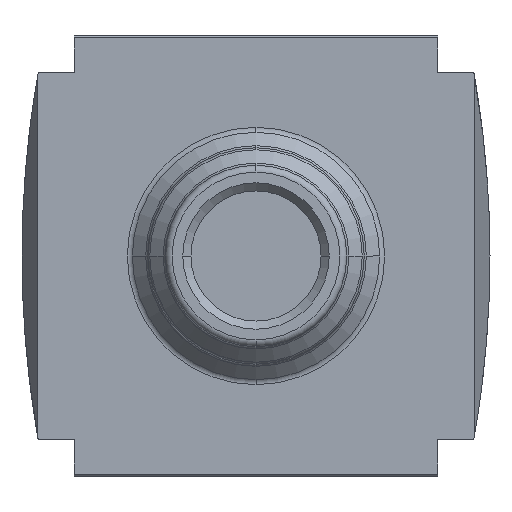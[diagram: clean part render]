
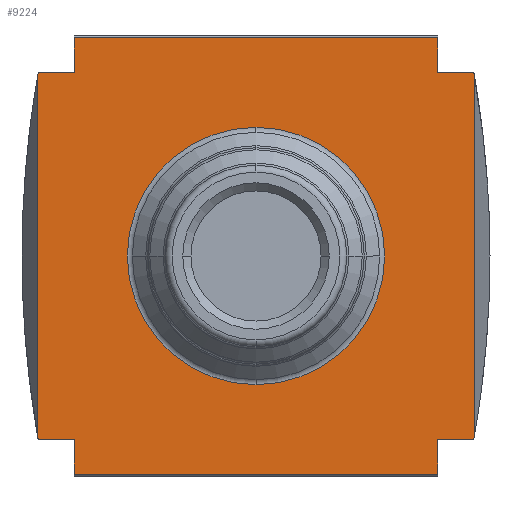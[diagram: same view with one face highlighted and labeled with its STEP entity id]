
A CAD part, front view. The second image highlights one B-rep face of the part: STEP entity #9224.
In plain terms, the highlighted planar face has unit normal (0, -1, 0).
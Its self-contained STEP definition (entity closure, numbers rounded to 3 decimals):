
#4144=VERTEX_POINT('',#12039);
#4452=VERTEX_POINT('',#12382);
#4554=VERTEX_POINT('',#12491);
#4772=EDGE_CURVE('',#7562,#8374,#12728,.T.);
#5098=EDGE_CURVE('',#7562,#6010,#13088,.T.);
#5276=VERTEX_POINT('',#13290);
#5674=EDGE_CURVE('',#7834,#9950,#13720,.T.);
#5816=EDGE_CURVE('',#9950,#9168,#13873,.T.);
#5818=VERTEX_POINT('',#13875);
#6010=VERTEX_POINT('',#14087);
#6046=EDGE_CURVE('',#6842,#8732,#14127,.T.);
#6650=VERTEX_POINT('',#14791);
#6842=VERTEX_POINT('',#14998);
#7562=VERTEX_POINT('',#15803);
#7566=VERTEX_POINT('',#15807);
#7834=VERTEX_POINT('',#16108);
#7920=EDGE_CURVE('',#6010,#4452,#16204,.T.);
#8094=EDGE_CURVE('',#10980,#6650,#16396,.T.);
#8374=VERTEX_POINT('',#16709);
#8520=EDGE_CURVE('',#8374,#8732,#16865,.T.);
#8732=VERTEX_POINT('',#17093);
#9168=VERTEX_POINT('',#17565);
#9222=EDGE_CURVE('',#4554,#4144,#17625,.T.);
#9224=ADVANCED_FACE('',(#17627,#17628),#17629,.T.);
#9308=EDGE_CURVE('',#5276,#5818,#17719,.T.);
#9452=EDGE_CURVE('',#11092,#10988,#17881,.T.);
#9722=EDGE_CURVE('',#6650,#10336,#18181,.T.);
#9950=VERTEX_POINT('',#18424);
#10028=EDGE_CURVE('',#9168,#7834,#18510,.T.);
#10030=EDGE_CURVE('',#6842,#11092,#18512,.T.);
#10326=EDGE_CURVE('',#5818,#10988,#18832,.T.);
#10336=VERTEX_POINT('',#18844);
#10354=EDGE_CURVE('',#10336,#7566,#18862,.T.);
#10980=VERTEX_POINT('',#19561);
#10988=VERTEX_POINT('',#19570);
#11092=VERTEX_POINT('',#19682);
#11144=EDGE_CURVE('',#4144,#10980,#19737,.T.);
#11282=EDGE_CURVE('',#4452,#7566,#19889,.T.);
#11590=EDGE_CURVE('',#4554,#5276,#20236,.T.);
#12039=CARTESIAN_POINT('',(-26.0,-37.5,-26.25));
#12382=CARTESIAN_POINT('',(31.25,-37.5,-25.882));
#12491=CARTESIAN_POINT('',(-31.185,-37.5,-26.25));
#12728=LINE('',#22714,#22715);
#13088=CIRCLE('',#23553,150.0);
#13290=CARTESIAN_POINT('',(-31.25,-37.5,-25.882));
#13720=CIRCLE('',#24934,18.414);
#13873=CIRCLE('',#25328,18.414);
#13875=CARTESIAN_POINT('',(-31.25,-37.5,25.882));
#14087=CARTESIAN_POINT('',(31.25,-37.5,25.882));
#14127=LINE('',#25863,#25864);
#14791=CARTESIAN_POINT('',(26.0,-37.5,-31.25));
#14998=CARTESIAN_POINT('',(-26.0,-37.5,31.25));
#15803=CARTESIAN_POINT('',(31.185,-37.5,26.25));
#15807=CARTESIAN_POINT('',(31.185,-37.5,-26.25));
#16108=CARTESIAN_POINT('',(0.,-37.5,-18.414));
#16204=LINE('',#30750,#30751);
#16396=LINE('',#31130,#31131);
#16709=CARTESIAN_POINT('',(26.0,-37.5,26.25));
#16865=LINE('',#32212,#32213);
#17093=CARTESIAN_POINT('',(26.0,-37.5,31.25));
#17565=CARTESIAN_POINT('',(18.414,-37.5,0.));
#17625=LINE('',#33981,#33982);
#17627=FACE_OUTER_BOUND('',#33984,.T.);
#17628=FACE_BOUND('',#33985,.T.);
#17629=PLANE('',#33986);
#17719=LINE('',#34181,#34182);
#17881=LINE('',#34510,#34511);
#18181=LINE('',#35327,#35328);
#18424=CARTESIAN_POINT('',(0.,-37.5,18.414));
#18510=CIRCLE('',#36138,18.414);
#18512=LINE('',#36141,#36142);
#18832=CIRCLE('',#36846,150.0);
#18844=CARTESIAN_POINT('',(26.0,-37.5,-26.25));
#18862=LINE('',#36889,#36890);
#19561=CARTESIAN_POINT('',(-26.0,-37.5,-31.25));
#19570=CARTESIAN_POINT('',(-31.185,-37.5,26.25));
#19682=CARTESIAN_POINT('',(-26.0,-37.5,26.25));
#19737=LINE('',#39044,#39045);
#19889=CIRCLE('',#39428,150.0);
#20236=CIRCLE('',#40196,150.0);
#22714=CARTESIAN_POINT('',(-29.5,-37.5,26.25));
#22715=VECTOR('',#41561,1.0);
#23553=AXIS2_PLACEMENT_3D('',#41900,#41901,#41902);
#24934=AXIS2_PLACEMENT_3D('',#42490,#42491,#42492);
#25328=AXIS2_PLACEMENT_3D('',#42602,#42603,#42604);
#25863=CARTESIAN_POINT('',(-90.0,-37.5,31.25));
#25864=VECTOR('',#42843,1.0);
#30750=CARTESIAN_POINT('',(31.25,-37.5,-60.625));
#30751=VECTOR('',#44923,1.0);
#31130=CARTESIAN_POINT('',(-90.0,-37.5,-31.25));
#31131=VECTOR('',#45088,1.0);
#32212=CARTESIAN_POINT('',(26.0,-37.5,0.));
#32213=VECTOR('',#45566,1.0);
#33981=CARTESIAN_POINT('',(-60.5,-37.5,-26.25));
#33982=VECTOR('',#46208,1.0);
#33984=EDGE_LOOP('',(#46210,#46211,#46212,#46213,#46214,#46215,#46216,#46217,#46218,#46219,#46220,#46221,#46222,#46223,#46224,#46225));
#33985=EDGE_LOOP('',(#46226,#46227,#46228));
#33986=AXIS2_PLACEMENT_3D('',#46229,#46230,#46231);
#34181=CARTESIAN_POINT('',(-31.25,-37.5,-60.625));
#34182=VECTOR('',#46318,1.0);
#34510=CARTESIAN_POINT('',(-60.5,-37.5,26.25));
#34511=VECTOR('',#46503,1.0);
#35327=CARTESIAN_POINT('',(26.0,-37.5,-31.25));
#35328=VECTOR('',#46818,1.0);
#36138=AXIS2_PLACEMENT_3D('',#47083,#47084,#47085);
#36141=CARTESIAN_POINT('',(-26.0,-37.5,0.));
#36142=VECTOR('',#47086,1.0);
#36846=AXIS2_PLACEMENT_3D('',#47358,#47359,#47360);
#36889=CARTESIAN_POINT('',(-29.5,-37.5,-26.25));
#36890=VECTOR('',#47381,1.0);
#39044=CARTESIAN_POINT('',(-26.0,-37.5,-31.25));
#39045=VECTOR('',#48219,1.0);
#39428=AXIS2_PLACEMENT_3D('',#48360,#48361,#48362);
#40196=AXIS2_PLACEMENT_3D('',#48728,#48729,#48730);
#41561=DIRECTION('',(-1.0,0.0,0.));
#41900=CARTESIAN_POINT('',(-116.5,-37.5,0.));
#41901=DIRECTION('',(0.0,1.0,0.0));
#41902=DIRECTION('',(-1.0,0.0,0.));
#42490=CARTESIAN_POINT('',(0.0,-37.5,0.0));
#42491=DIRECTION('',(-0.0,1.0,0.0));
#42492=DIRECTION('',(1.0,0.0,0.));
#42602=CARTESIAN_POINT('',(0.0,-37.5,0.0));
#42603=DIRECTION('',(-0.0,1.0,0.0));
#42604=DIRECTION('',(1.0,0.0,0.));
#42843=DIRECTION('',(1.0,0.0,0.));
#44923=DIRECTION('',(0.,0.0,-1.0));
#45088=DIRECTION('',(1.0,0.0,0.));
#45566=DIRECTION('',(0.,0.0,1.0));
#46208=DIRECTION('',(1.0,0.0,0.));
#46210=ORIENTED_EDGE('',*,*,#11282,.F.);
#46211=ORIENTED_EDGE('',*,*,#7920,.F.);
#46212=ORIENTED_EDGE('',*,*,#5098,.F.);
#46213=ORIENTED_EDGE('',*,*,#4772,.T.);
#46214=ORIENTED_EDGE('',*,*,#8520,.T.);
#46215=ORIENTED_EDGE('',*,*,#6046,.F.);
#46216=ORIENTED_EDGE('',*,*,#10030,.T.);
#46217=ORIENTED_EDGE('',*,*,#9452,.T.);
#46218=ORIENTED_EDGE('',*,*,#10326,.F.);
#46219=ORIENTED_EDGE('',*,*,#9308,.F.);
#46220=ORIENTED_EDGE('',*,*,#11590,.F.);
#46221=ORIENTED_EDGE('',*,*,#9222,.T.);
#46222=ORIENTED_EDGE('',*,*,#11144,.T.);
#46223=ORIENTED_EDGE('',*,*,#8094,.T.);
#46224=ORIENTED_EDGE('',*,*,#9722,.T.);
#46225=ORIENTED_EDGE('',*,*,#10354,.T.);
#46226=ORIENTED_EDGE('',*,*,#10028,.T.);
#46227=ORIENTED_EDGE('',*,*,#5674,.T.);
#46228=ORIENTED_EDGE('',*,*,#5816,.T.);
#46229=CARTESIAN_POINT('',(-90.0,-37.5,-31.25));
#46230=DIRECTION('',(0.0,-1.0,0.0));
#46231=DIRECTION('',(0.,0.0,-1.0));
#46318=DIRECTION('',(0.,0.0,1.0));
#46503=DIRECTION('',(-1.0,0.0,0.));
#46818=DIRECTION('',(0.,0.0,1.0));
#47083=CARTESIAN_POINT('',(0.0,-37.5,0.0));
#47084=DIRECTION('',(-0.0,1.0,0.0));
#47085=DIRECTION('',(1.0,0.0,0.));
#47086=DIRECTION('',(0.,0.0,-1.0));
#47358=CARTESIAN_POINT('',(116.5,-37.5,0.));
#47359=DIRECTION('',(0.0,1.0,0.0));
#47360=DIRECTION('',(-1.0,0.0,0.));
#47381=DIRECTION('',(1.0,0.0,0.));
#48219=DIRECTION('',(0.,0.0,-1.0));
#48360=CARTESIAN_POINT('',(-116.5,-37.5,0.));
#48361=DIRECTION('',(0.0,1.0,0.0));
#48362=DIRECTION('',(-1.0,0.0,0.));
#48728=CARTESIAN_POINT('',(116.5,-37.5,0.));
#48729=DIRECTION('',(0.0,1.0,0.0));
#48730=DIRECTION('',(-1.0,0.0,0.));
